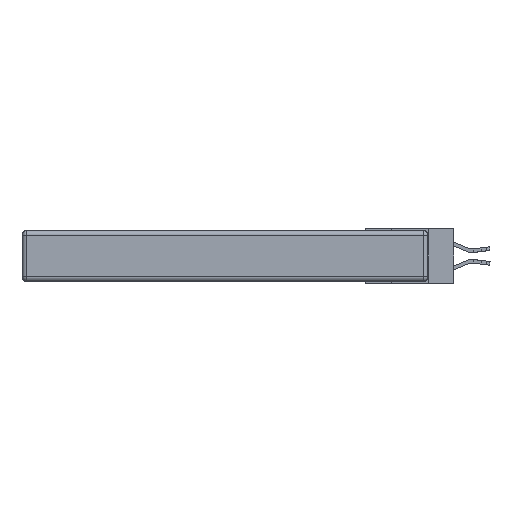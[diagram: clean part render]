
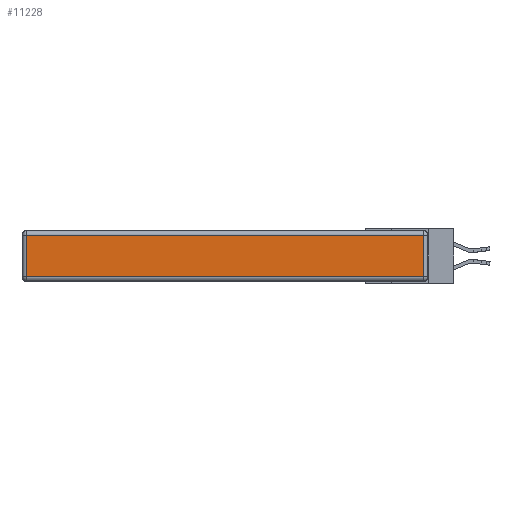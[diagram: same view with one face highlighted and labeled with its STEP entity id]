
A CAD part, left-side view. The second image highlights one B-rep face of the part: STEP entity #11228.
In plain terms, the highlighted planar face has unit normal (-1, 0, 0).
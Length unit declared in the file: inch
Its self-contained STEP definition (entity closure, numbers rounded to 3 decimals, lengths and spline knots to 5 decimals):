
#1090 = VECTOR ( 'NONE', #12215, 39.37008 ) ;
#1618 = DIRECTION ( 'NONE',  ( 0., 0., 1. ) ) ;
#3168 = VERTEX_POINT ( 'NONE', #21752 ) ;
#5211 = CARTESIAN_POINT ( 'NONE',  ( 0., 2.72, -0.03 ) ) ;
#5262 = AXIS2_PLACEMENT_3D ( 'NONE', #8694, #12396, #1618 ) ;
#5314 = DIRECTION ( 'NONE',  ( 0., -1., 0. ) ) ;
#5511 = VERTEX_POINT ( 'NONE', #11649 ) ;
#5683 = VECTOR ( 'NONE', #5314, 39.37008 ) ;
#6604 = EDGE_LOOP ( 'NONE', ( #9517, #19725, #24391, #19158 ) ) ;
#6835 = EDGE_CURVE ( 'NONE', #5511, #23692, #9430, .T. ) ;
#7604 = CARTESIAN_POINT ( 'NONE',  ( 0., 2.72, -0.343 ) ) ;
#7995 = VERTEX_POINT ( 'NONE', #24499 ) ;
#8521 = EDGE_CURVE ( 'NONE', #7995, #3168, #21678, .T. ) ;
#8694 = CARTESIAN_POINT ( 'NONE',  ( 0., 0., -0.343 ) ) ;
#9430 = LINE ( 'NONE', #16827, #11247 ) ;
#9517 = ORIENTED_EDGE ( 'NONE', *, *, #8521, .T. ) ;
#11057 = EDGE_CURVE ( 'NONE', #3168, #5511, #22601, .T. ) ;
#11228 = ADVANCED_FACE ( 'NONE', ( #18889 ), #24823, .T. ) ;
#11247 = VECTOR ( 'NONE', #18895, 39.37008 ) ;
#11649 = CARTESIAN_POINT ( 'NONE',  ( 0., 0.03, -0.03 ) ) ;
#12215 = DIRECTION ( 'NONE',  ( 0., 0., 1. ) ) ;
#12396 = DIRECTION ( 'NONE',  ( -1., 0., 0. ) ) ;
#13782 = CARTESIAN_POINT ( 'NONE',  ( 0., 0.03, -0.343 ) ) ;
#15497 = DIRECTION ( 'NONE',  ( 0., 0., -1. ) ) ;
#16827 = CARTESIAN_POINT ( 'NONE',  ( 0., 2.75, -0.03 ) ) ;
#18889 = FACE_OUTER_BOUND ( 'NONE', #6604, .T. ) ;
#18895 = DIRECTION ( 'NONE',  ( 0., 1., 0. ) ) ;
#19158 = ORIENTED_EDGE ( 'NONE', *, *, #22424, .T. ) ;
#19725 = ORIENTED_EDGE ( 'NONE', *, *, #11057, .T. ) ;
#20975 = LINE ( 'NONE', #7604, #24332 ) ;
#21678 = LINE ( 'NONE', #22926, #5683 ) ;
#21752 = CARTESIAN_POINT ( 'NONE',  ( 0., 0.03, -0.313 ) ) ;
#22424 = EDGE_CURVE ( 'NONE', #23692, #7995, #20975, .T. ) ;
#22601 = LINE ( 'NONE', #13782, #1090 ) ;
#22926 = CARTESIAN_POINT ( 'NONE',  ( 0., 0., -0.313 ) ) ;
#23692 = VERTEX_POINT ( 'NONE', #5211 ) ;
#24332 = VECTOR ( 'NONE', #15497, 39.37008 ) ;
#24391 = ORIENTED_EDGE ( 'NONE', *, *, #6835, .T. ) ;
#24499 = CARTESIAN_POINT ( 'NONE',  ( 0., 2.72, -0.313 ) ) ;
#24823 = PLANE ( 'NONE',  #5262 ) ;
